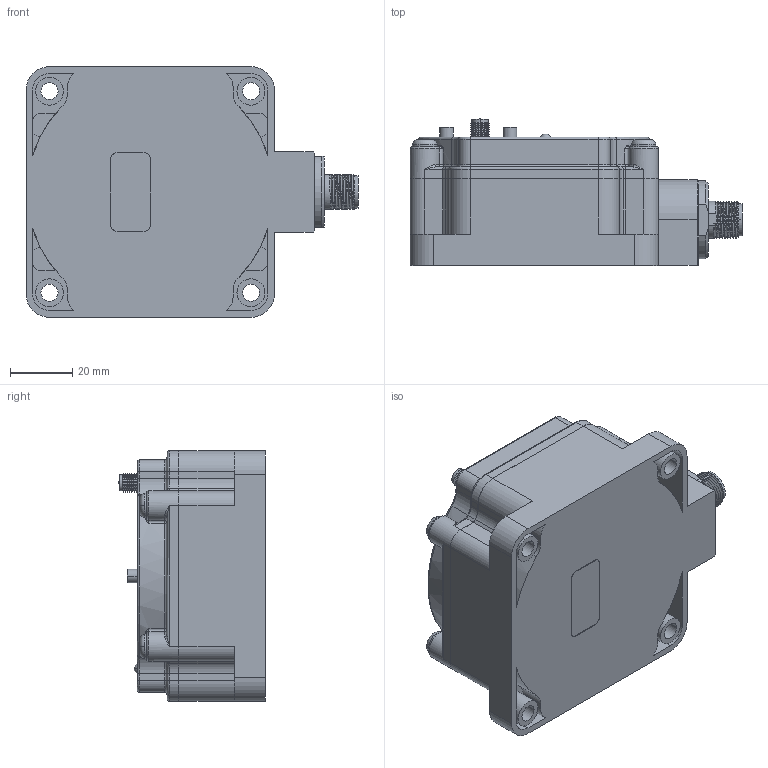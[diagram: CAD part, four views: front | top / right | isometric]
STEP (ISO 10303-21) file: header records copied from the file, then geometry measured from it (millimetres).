
FILE_DESCRIPTION((''),'2;1');
FILE_NAME('144674_SW','2008-12-18T',('banengservice'),('BANNER ENGINEERING'),'PRO/ENGINEER BY PARAMETRIC TECHNOLOGY CORPORATION, 2006170','PRO/ENGINEER BY PARAMETRIC TECHNOLOGY CORPORATION, 2006170','');
FILE_SCHEMA(('CONFIG_CONTROL_DESIGN'));
Products named in the file (1): 144674_SW
Bounding box: 107.09 x 47.5 x 80.85 mm (x, y, z)
Volume: 56814.9 mm3; surface area: 70219.8 mm2
Topology: 8 solids, 9 shells, 1197 faces, 2902 edges, 1796 vertices
Faces by surface type: cylinder 434, plane 342, torus 162, cone 116, bspline 113, sphere 30
Entity records: 50381 total; most frequent: CARTESIAN_POINT 22594, DIRECTION 5865, ORIENTED_EDGE 5788, EDGE_CURVE 2894, AXIS2_PLACEMENT_3D 2359, VERTEX_POINT 1796, EDGE_LOOP 1322, CIRCLE 1274
